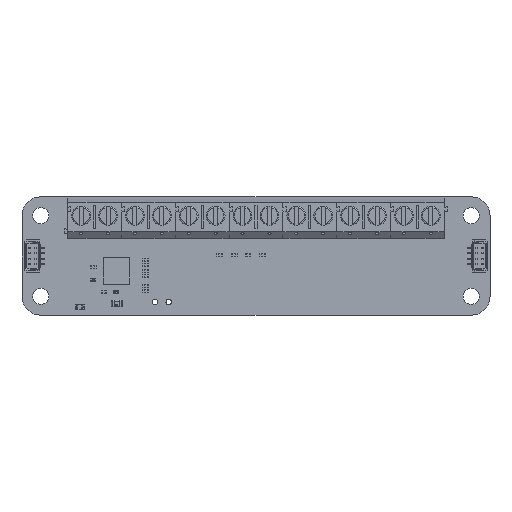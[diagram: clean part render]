
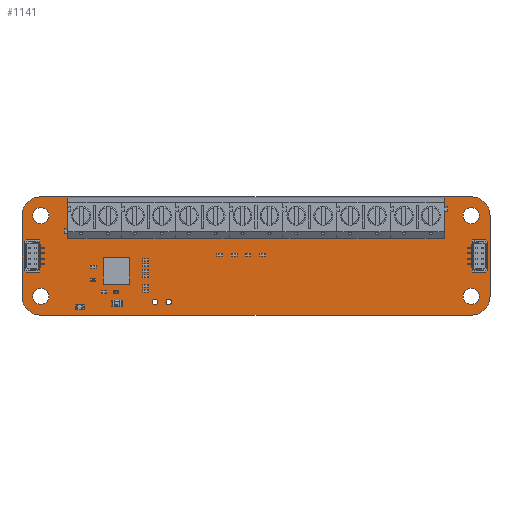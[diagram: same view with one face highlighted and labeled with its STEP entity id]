
A CAD part, top view. The second image highlights one B-rep face of the part: STEP entity #1141.
In plain terms, the highlighted planar face has unit normal (0, 0, 1).
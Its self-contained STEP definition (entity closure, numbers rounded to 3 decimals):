
#156 = VERTEX_POINT('',#157);
#157 = CARTESIAN_POINT('',(0.,3.5,0.197));
#163 = EDGE_CURVE('',#156,#164,#166,.T.);
#164 = VERTEX_POINT('',#165);
#165 = CARTESIAN_POINT('',(0.,18.5,0.197));
#166 = LINE('',#167,#168);
#167 = CARTESIAN_POINT('',(0.,3.5,0.197));
#168 = VECTOR('',#169,1.);
#169 = DIRECTION('',(0.,1.,0.));
#194 = EDGE_CURVE('',#164,#195,#197,.T.);
#195 = VERTEX_POINT('',#196);
#196 = CARTESIAN_POINT('',(3.5,22.,0.197));
#197 = CIRCLE('',#198,3.5);
#198 = AXIS2_PLACEMENT_3D('',#199,#200,#201);
#199 = CARTESIAN_POINT('',(3.5,18.5,0.197));
#200 = DIRECTION('',(0.,0.,-1.));
#201 = DIRECTION('',(-1.,0.,-0.));
#227 = EDGE_CURVE('',#195,#228,#230,.T.);
#228 = VERTEX_POINT('',#229);
#229 = CARTESIAN_POINT('',(83.5,22.,0.197));
#230 = LINE('',#231,#232);
#231 = CARTESIAN_POINT('',(3.5,22.,0.197));
#232 = VECTOR('',#233,1.);
#233 = DIRECTION('',(1.,0.,0.));
#258 = EDGE_CURVE('',#228,#259,#261,.T.);
#259 = VERTEX_POINT('',#260);
#260 = CARTESIAN_POINT('',(87.,18.5,0.197));
#261 = CIRCLE('',#262,3.5);
#262 = AXIS2_PLACEMENT_3D('',#263,#264,#265);
#263 = CARTESIAN_POINT('',(83.5,18.5,0.197));
#264 = DIRECTION('',(0.,0.,-1.));
#265 = DIRECTION('',(0.,1.,0.));
#291 = EDGE_CURVE('',#259,#292,#294,.T.);
#292 = VERTEX_POINT('',#293);
#293 = CARTESIAN_POINT('',(87.,3.5,0.197));
#294 = LINE('',#295,#296);
#295 = CARTESIAN_POINT('',(87.,18.5,0.197));
#296 = VECTOR('',#297,1.);
#297 = DIRECTION('',(0.,-1.,0.));
#322 = EDGE_CURVE('',#292,#323,#325,.T.);
#323 = VERTEX_POINT('',#324);
#324 = CARTESIAN_POINT('',(83.5,0.,0.197));
#325 = CIRCLE('',#326,3.5);
#326 = AXIS2_PLACEMENT_3D('',#327,#328,#329);
#327 = CARTESIAN_POINT('',(83.5,3.5,0.197));
#328 = DIRECTION('',(0.,0.,-1.));
#329 = DIRECTION('',(1.,0.,0.));
#355 = EDGE_CURVE('',#323,#356,#358,.T.);
#356 = VERTEX_POINT('',#357);
#357 = CARTESIAN_POINT('',(3.5,0.,0.197));
#358 = LINE('',#359,#360);
#359 = CARTESIAN_POINT('',(83.5,0.,0.197));
#360 = VECTOR('',#361,1.);
#361 = DIRECTION('',(-1.,0.,0.));
#386 = EDGE_CURVE('',#356,#156,#387,.T.);
#387 = CIRCLE('',#388,3.5);
#388 = AXIS2_PLACEMENT_3D('',#389,#390,#391);
#389 = CARTESIAN_POINT('',(3.5,3.5,0.197));
#390 = DIRECTION('',(0.,0.,-1.));
#391 = DIRECTION('',(0.,-1.,0.));
#412 = VERTEX_POINT('',#413);
#413 = CARTESIAN_POINT('',(5.,3.5,0.197));
#419 = EDGE_CURVE('',#412,#412,#420,.T.);
#420 = CIRCLE('',#421,1.5);
#421 = AXIS2_PLACEMENT_3D('',#422,#423,#424);
#422 = CARTESIAN_POINT('',(3.5,3.5,0.197));
#423 = DIRECTION('',(0.,0.,1.));
#424 = DIRECTION('',(1.,0.,-0.));
#445 = VERTEX_POINT('',#446);
#446 = CARTESIAN_POINT('',(5.,18.5,0.197));
#452 = EDGE_CURVE('',#445,#445,#453,.T.);
#453 = CIRCLE('',#454,1.5);
#454 = AXIS2_PLACEMENT_3D('',#455,#456,#457);
#455 = CARTESIAN_POINT('',(3.5,18.5,0.197));
#456 = DIRECTION('',(0.,0.,1.));
#457 = DIRECTION('',(1.,0.,-0.));
#478 = VERTEX_POINT('',#479);
#479 = CARTESIAN_POINT('',(27.778,2.44,0.197));
#485 = EDGE_CURVE('',#478,#478,#486,.T.);
#486 = CIRCLE('',#487,0.508);
#487 = AXIS2_PLACEMENT_3D('',#488,#489,#490);
#488 = CARTESIAN_POINT('',(27.27,2.44,0.197));
#489 = DIRECTION('',(0.,0.,1.));
#490 = DIRECTION('',(1.,0.,-0.));
#511 = VERTEX_POINT('',#512);
#512 = CARTESIAN_POINT('',(16.65,18.45,0.197));
#518 = EDGE_CURVE('',#511,#511,#519,.T.);
#519 = CIRCLE('',#520,0.65);
#520 = AXIS2_PLACEMENT_3D('',#521,#522,#523);
#521 = CARTESIAN_POINT('',(16.,18.45,0.197));
#522 = DIRECTION('',(0.,0.,1.));
#523 = DIRECTION('',(1.,0.,-0.));
#544 = VERTEX_POINT('',#545);
#545 = CARTESIAN_POINT('',(25.238,2.44,0.197));
#551 = EDGE_CURVE('',#544,#544,#552,.T.);
#552 = CIRCLE('',#553,0.508);
#553 = AXIS2_PLACEMENT_3D('',#554,#555,#556);
#554 = CARTESIAN_POINT('',(24.73,2.44,0.197));
#555 = DIRECTION('',(0.,0.,1.));
#556 = DIRECTION('',(1.,0.,-0.));
#577 = VERTEX_POINT('',#578);
#578 = CARTESIAN_POINT('',(21.65,18.45,0.197));
#584 = EDGE_CURVE('',#577,#577,#585,.T.);
#585 = CIRCLE('',#586,0.65);
#586 = AXIS2_PLACEMENT_3D('',#587,#588,#589);
#587 = CARTESIAN_POINT('',(21.,18.45,0.197));
#588 = DIRECTION('',(0.,0.,1.));
#589 = DIRECTION('',(1.,0.,-0.));
#610 = VERTEX_POINT('',#611);
#611 = CARTESIAN_POINT('',(11.65,18.45,0.197));
#617 = EDGE_CURVE('',#610,#610,#618,.T.);
#618 = CIRCLE('',#619,0.65);
#619 = AXIS2_PLACEMENT_3D('',#620,#621,#622);
#620 = CARTESIAN_POINT('',(11.,18.45,0.197));
#621 = DIRECTION('',(0.,0.,1.));
#622 = DIRECTION('',(1.,0.,-0.));
#643 = VERTEX_POINT('',#644);
#644 = CARTESIAN_POINT('',(36.65,18.45,0.197));
#650 = EDGE_CURVE('',#643,#643,#651,.T.);
#651 = CIRCLE('',#652,0.65);
#652 = AXIS2_PLACEMENT_3D('',#653,#654,#655);
#653 = CARTESIAN_POINT('',(36.,18.45,0.197));
#654 = DIRECTION('',(0.,0.,1.));
#655 = DIRECTION('',(1.,0.,-0.));
#676 = VERTEX_POINT('',#677);
#677 = CARTESIAN_POINT('',(26.65,18.45,0.197));
#683 = EDGE_CURVE('',#676,#676,#684,.T.);
#684 = CIRCLE('',#685,0.65);
#685 = AXIS2_PLACEMENT_3D('',#686,#687,#688);
#686 = CARTESIAN_POINT('',(26.,18.45,0.197));
#687 = DIRECTION('',(0.,0.,1.));
#688 = DIRECTION('',(1.,0.,-0.));
#709 = VERTEX_POINT('',#710);
#710 = CARTESIAN_POINT('',(31.65,18.45,0.197));
#716 = EDGE_CURVE('',#709,#709,#717,.T.);
#717 = CIRCLE('',#718,0.65);
#718 = AXIS2_PLACEMENT_3D('',#719,#720,#721);
#719 = CARTESIAN_POINT('',(31.,18.45,0.197));
#720 = DIRECTION('',(0.,0.,1.));
#721 = DIRECTION('',(1.,0.,-0.));
#742 = VERTEX_POINT('',#743);
#743 = CARTESIAN_POINT('',(71.65,18.45,0.197));
#749 = EDGE_CURVE('',#742,#742,#750,.T.);
#750 = CIRCLE('',#751,0.65);
#751 = AXIS2_PLACEMENT_3D('',#752,#753,#754);
#752 = CARTESIAN_POINT('',(71.,18.45,0.197));
#753 = DIRECTION('',(0.,0.,1.));
#754 = DIRECTION('',(1.,0.,-0.));
#775 = VERTEX_POINT('',#776);
#776 = CARTESIAN_POINT('',(66.65,18.45,0.197));
#782 = EDGE_CURVE('',#775,#775,#783,.T.);
#783 = CIRCLE('',#784,0.65);
#784 = AXIS2_PLACEMENT_3D('',#785,#786,#787);
#785 = CARTESIAN_POINT('',(66.,18.45,0.197));
#786 = DIRECTION('',(0.,0.,1.));
#787 = DIRECTION('',(1.,0.,-0.));
#808 = VERTEX_POINT('',#809);
#809 = CARTESIAN_POINT('',(85.,3.5,0.197));
#815 = EDGE_CURVE('',#808,#808,#816,.T.);
#816 = CIRCLE('',#817,1.5);
#817 = AXIS2_PLACEMENT_3D('',#818,#819,#820);
#818 = CARTESIAN_POINT('',(83.5,3.5,0.197));
#819 = DIRECTION('',(0.,0.,1.));
#820 = DIRECTION('',(1.,0.,-0.));
#841 = VERTEX_POINT('',#842);
#842 = CARTESIAN_POINT('',(76.65,18.45,0.197));
#848 = EDGE_CURVE('',#841,#841,#849,.T.);
#849 = CIRCLE('',#850,0.65);
#850 = AXIS2_PLACEMENT_3D('',#851,#852,#853);
#851 = CARTESIAN_POINT('',(76.,18.45,0.197));
#852 = DIRECTION('',(0.,0.,1.));
#853 = DIRECTION('',(1.,0.,-0.));
#874 = VERTEX_POINT('',#875);
#875 = CARTESIAN_POINT('',(85.,18.5,0.197));
#881 = EDGE_CURVE('',#874,#874,#882,.T.);
#882 = CIRCLE('',#883,1.5);
#883 = AXIS2_PLACEMENT_3D('',#884,#885,#886);
#884 = CARTESIAN_POINT('',(83.5,18.5,0.197));
#885 = DIRECTION('',(0.,0.,1.));
#886 = DIRECTION('',(1.,0.,-0.));
#907 = VERTEX_POINT('',#908);
#908 = CARTESIAN_POINT('',(46.65,18.45,0.197));
#914 = EDGE_CURVE('',#907,#907,#915,.T.);
#915 = CIRCLE('',#916,0.65);
#916 = AXIS2_PLACEMENT_3D('',#917,#918,#919);
#917 = CARTESIAN_POINT('',(46.,18.45,0.197));
#918 = DIRECTION('',(0.,0.,1.));
#919 = DIRECTION('',(1.,0.,-0.));
#940 = VERTEX_POINT('',#941);
#941 = CARTESIAN_POINT('',(41.65,18.45,0.197));
#947 = EDGE_CURVE('',#940,#940,#948,.T.);
#948 = CIRCLE('',#949,0.65);
#949 = AXIS2_PLACEMENT_3D('',#950,#951,#952);
#950 = CARTESIAN_POINT('',(41.,18.45,0.197));
#951 = DIRECTION('',(0.,0.,1.));
#952 = DIRECTION('',(1.,0.,-0.));
#973 = VERTEX_POINT('',#974);
#974 = CARTESIAN_POINT('',(61.65,18.45,0.197));
#980 = EDGE_CURVE('',#973,#973,#981,.T.);
#981 = CIRCLE('',#982,0.65);
#982 = AXIS2_PLACEMENT_3D('',#983,#984,#985);
#983 = CARTESIAN_POINT('',(61.,18.45,0.197));
#984 = DIRECTION('',(0.,0.,1.));
#985 = DIRECTION('',(1.,0.,-0.));
#1006 = VERTEX_POINT('',#1007);
#1007 = CARTESIAN_POINT('',(51.65,18.45,0.197));
#1013 = EDGE_CURVE('',#1006,#1006,#1014,.T.);
#1014 = CIRCLE('',#1015,0.65);
#1015 = AXIS2_PLACEMENT_3D('',#1016,#1017,#1018);
#1016 = CARTESIAN_POINT('',(51.,18.45,0.197));
#1017 = DIRECTION('',(0.,0.,1.));
#1018 = DIRECTION('',(1.,0.,-0.));
#1039 = VERTEX_POINT('',#1040);
#1040 = CARTESIAN_POINT('',(56.65,18.45,0.197));
#1046 = EDGE_CURVE('',#1039,#1039,#1047,.T.);
#1047 = CIRCLE('',#1048,0.65);
#1048 = AXIS2_PLACEMENT_3D('',#1049,#1050,#1051);
#1049 = CARTESIAN_POINT('',(56.,18.45,0.197));
#1050 = DIRECTION('',(0.,0.,1.));
#1051 = DIRECTION('',(1.,0.,-0.));
#1141 = ADVANCED_FACE('',(#1142,#1152,#1155,#1158,#1161,#1164,#1167,
    #1170,#1173,#1176,#1179,#1182,#1185,#1188,#1191,#1194,#1197,#1200,
    #1203,#1206,#1209),#1212,.F.);
#1142 = FACE_BOUND('',#1143,.F.);
#1143 = EDGE_LOOP('',(#1144,#1145,#1146,#1147,#1148,#1149,#1150,#1151));
#1144 = ORIENTED_EDGE('',*,*,#163,.T.);
#1145 = ORIENTED_EDGE('',*,*,#194,.T.);
#1146 = ORIENTED_EDGE('',*,*,#227,.T.);
#1147 = ORIENTED_EDGE('',*,*,#258,.T.);
#1148 = ORIENTED_EDGE('',*,*,#291,.T.);
#1149 = ORIENTED_EDGE('',*,*,#322,.T.);
#1150 = ORIENTED_EDGE('',*,*,#355,.T.);
#1151 = ORIENTED_EDGE('',*,*,#386,.T.);
#1152 = FACE_BOUND('',#1153,.F.);
#1153 = EDGE_LOOP('',(#1154));
#1154 = ORIENTED_EDGE('',*,*,#419,.T.);
#1155 = FACE_BOUND('',#1156,.F.);
#1156 = EDGE_LOOP('',(#1157));
#1157 = ORIENTED_EDGE('',*,*,#452,.T.);
#1158 = FACE_BOUND('',#1159,.F.);
#1159 = EDGE_LOOP('',(#1160));
#1160 = ORIENTED_EDGE('',*,*,#485,.T.);
#1161 = FACE_BOUND('',#1162,.F.);
#1162 = EDGE_LOOP('',(#1163));
#1163 = ORIENTED_EDGE('',*,*,#518,.T.);
#1164 = FACE_BOUND('',#1165,.F.);
#1165 = EDGE_LOOP('',(#1166));
#1166 = ORIENTED_EDGE('',*,*,#551,.T.);
#1167 = FACE_BOUND('',#1168,.F.);
#1168 = EDGE_LOOP('',(#1169));
#1169 = ORIENTED_EDGE('',*,*,#584,.T.);
#1170 = FACE_BOUND('',#1171,.F.);
#1171 = EDGE_LOOP('',(#1172));
#1172 = ORIENTED_EDGE('',*,*,#617,.T.);
#1173 = FACE_BOUND('',#1174,.F.);
#1174 = EDGE_LOOP('',(#1175));
#1175 = ORIENTED_EDGE('',*,*,#650,.T.);
#1176 = FACE_BOUND('',#1177,.F.);
#1177 = EDGE_LOOP('',(#1178));
#1178 = ORIENTED_EDGE('',*,*,#683,.T.);
#1179 = FACE_BOUND('',#1180,.F.);
#1180 = EDGE_LOOP('',(#1181));
#1181 = ORIENTED_EDGE('',*,*,#716,.T.);
#1182 = FACE_BOUND('',#1183,.F.);
#1183 = EDGE_LOOP('',(#1184));
#1184 = ORIENTED_EDGE('',*,*,#749,.T.);
#1185 = FACE_BOUND('',#1186,.F.);
#1186 = EDGE_LOOP('',(#1187));
#1187 = ORIENTED_EDGE('',*,*,#782,.T.);
#1188 = FACE_BOUND('',#1189,.F.);
#1189 = EDGE_LOOP('',(#1190));
#1190 = ORIENTED_EDGE('',*,*,#815,.T.);
#1191 = FACE_BOUND('',#1192,.F.);
#1192 = EDGE_LOOP('',(#1193));
#1193 = ORIENTED_EDGE('',*,*,#848,.T.);
#1194 = FACE_BOUND('',#1195,.F.);
#1195 = EDGE_LOOP('',(#1196));
#1196 = ORIENTED_EDGE('',*,*,#881,.T.);
#1197 = FACE_BOUND('',#1198,.F.);
#1198 = EDGE_LOOP('',(#1199));
#1199 = ORIENTED_EDGE('',*,*,#914,.T.);
#1200 = FACE_BOUND('',#1201,.F.);
#1201 = EDGE_LOOP('',(#1202));
#1202 = ORIENTED_EDGE('',*,*,#947,.T.);
#1203 = FACE_BOUND('',#1204,.F.);
#1204 = EDGE_LOOP('',(#1205));
#1205 = ORIENTED_EDGE('',*,*,#980,.T.);
#1206 = FACE_BOUND('',#1207,.F.);
#1207 = EDGE_LOOP('',(#1208));
#1208 = ORIENTED_EDGE('',*,*,#1013,.T.);
#1209 = FACE_BOUND('',#1210,.F.);
#1210 = EDGE_LOOP('',(#1211));
#1211 = ORIENTED_EDGE('',*,*,#1046,.T.);
#1212 = PLANE('',#1213);
#1213 = AXIS2_PLACEMENT_3D('',#1214,#1215,#1216);
#1214 = CARTESIAN_POINT('',(43.5,11.,0.197));
#1215 = DIRECTION('',(-0.,-0.,-1.));
#1216 = DIRECTION('',(-1.,0.,0.));
